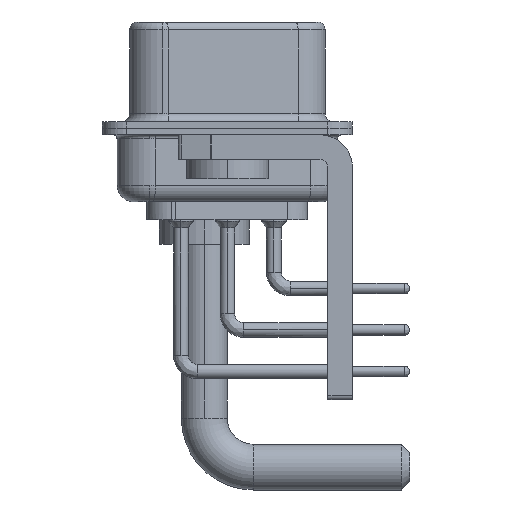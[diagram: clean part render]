
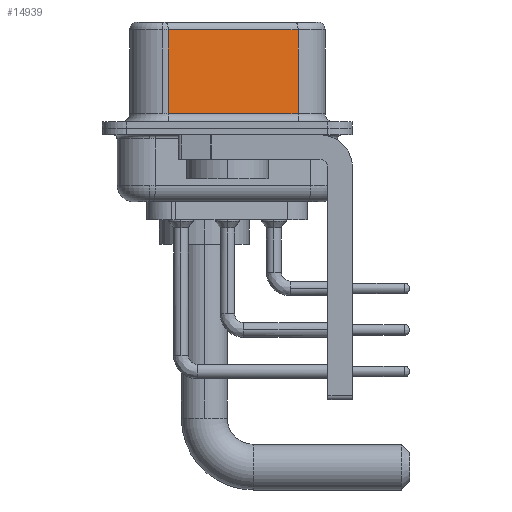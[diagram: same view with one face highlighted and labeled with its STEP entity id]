
A CAD part, left-side view. The second image highlights one B-rep face of the part: STEP entity #14939.
In plain terms, the highlighted planar face has unit normal (-0.985, -0.174, 0).
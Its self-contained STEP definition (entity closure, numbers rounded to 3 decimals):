
#92 = CARTESIAN_POINT ( 'NONE',  ( 5.132, -4.322, 6.02 ) ) ;
#345 = ORIENTED_EDGE ( 'NONE', *, *, #8185, .T. ) ;
#761 = VERTEX_POINT ( 'NONE', #16867 ) ;
#1774 = CARTESIAN_POINT ( 'NONE',  ( 5.132, -4.322, 6.52 ) ) ;
#3863 = VERTEX_POINT ( 'NONE', #92 ) ;
#3943 = AXIS2_PLACEMENT_3D ( 'NONE', #1774, #7600, #16071 ) ;
#3969 = VERTEX_POINT ( 'NONE', #32612 ) ;
#5987 = VECTOR ( 'NONE', #8015, 1000. ) ;
#6556 = LINE ( 'NONE', #35321, #35233 ) ;
#7294 = VECTOR ( 'NONE', #9542, 1000. ) ;
#7600 = DIRECTION ( 'NONE',  ( 0.985, 0.174, 0. ) ) ;
#8015 = DIRECTION ( 'NONE',  ( -0.174, 0.985, 0. ) ) ;
#8185 = EDGE_CURVE ( 'NONE', #761, #3969, #23464, .T. ) ;
#9174 = FACE_OUTER_BOUND ( 'NONE', #34847, .T. ) ;
#9542 = DIRECTION ( 'NONE',  ( 0., 0., -1. ) ) ;
#12071 = VECTOR ( 'NONE', #12786, 1000. ) ;
#12370 = CARTESIAN_POINT ( 'NONE',  ( 3.73, 3.628, 6.52 ) ) ;
#12786 = DIRECTION ( 'NONE',  ( 0., 0., -1. ) ) ;
#13641 = CARTESIAN_POINT ( 'NONE',  ( 5.132, -4.322, 6.02 ) ) ;
#14939 = ADVANCED_FACE ( 'NONE', ( #9174 ), #32122, .F. ) ;
#16071 = DIRECTION ( 'NONE',  ( -0.174, 0.985, 0. ) ) ;
#16171 = EDGE_CURVE ( 'NONE', #3969, #36685, #6556, .T. ) ;
#16867 = CARTESIAN_POINT ( 'NONE',  ( 3.73, 3.628, 6.02 ) ) ;
#17017 = CARTESIAN_POINT ( 'NONE',  ( 5.132, -4.322, 0.9 ) ) ;
#18623 = LINE ( 'NONE', #21435, #12071 ) ;
#21435 = CARTESIAN_POINT ( 'NONE',  ( 5.132, -4.322, 6.52 ) ) ;
#21492 = ORIENTED_EDGE ( 'NONE', *, *, #16171, .T. ) ;
#23464 = LINE ( 'NONE', #12370, #7294 ) ;
#23639 = EDGE_CURVE ( 'NONE', #3863, #36685, #18623, .T. ) ;
#25864 = LINE ( 'NONE', #13641, #5987 ) ;
#29296 = DIRECTION ( 'NONE',  ( 0.174, -0.985, 0. ) ) ;
#32122 = PLANE ( 'NONE',  #3943 ) ;
#32612 = CARTESIAN_POINT ( 'NONE',  ( 3.73, 3.628, 0.9 ) ) ;
#33185 = EDGE_CURVE ( 'NONE', #3863, #761, #25864, .T. ) ;
#34847 = EDGE_LOOP ( 'NONE', ( #36290, #34863, #345, #21492 ) ) ;
#34863 = ORIENTED_EDGE ( 'NONE', *, *, #33185, .T. ) ;
#35233 = VECTOR ( 'NONE', #29296, 1000. ) ;
#35321 = CARTESIAN_POINT ( 'NONE',  ( 5.132, -4.322, 0.9 ) ) ;
#36290 = ORIENTED_EDGE ( 'NONE', *, *, #23639, .F. ) ;
#36685 = VERTEX_POINT ( 'NONE', #17017 ) ;
